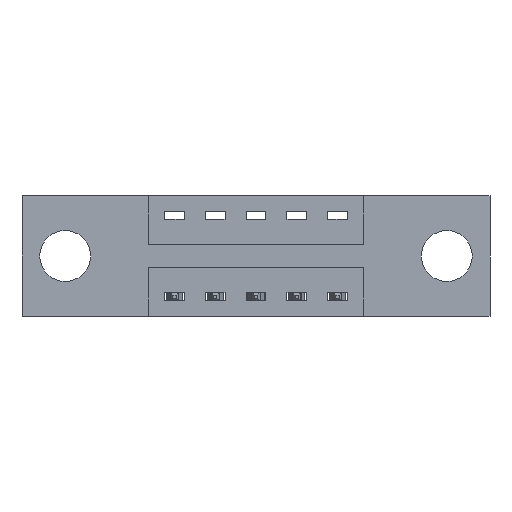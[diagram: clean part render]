
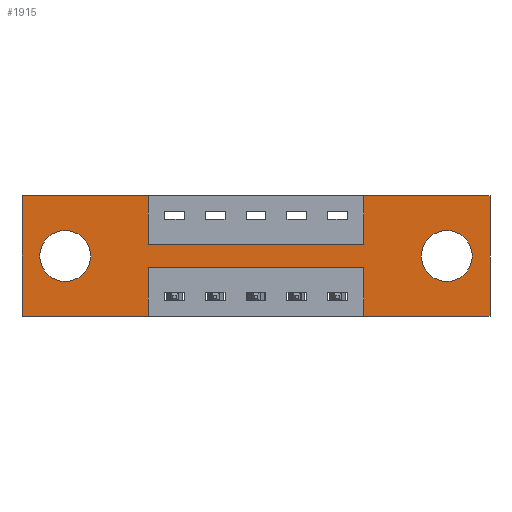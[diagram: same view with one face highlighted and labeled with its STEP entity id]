
A CAD part, front view. The second image highlights one B-rep face of the part: STEP entity #1915.
In plain terms, the highlighted planar face has unit normal (0, -1, 0).
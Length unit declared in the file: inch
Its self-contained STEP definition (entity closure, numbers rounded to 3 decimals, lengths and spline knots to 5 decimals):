
#182 = AXIS2_PLACEMENT_3D ( 'NONE', #3894, #1955, #4622 ) ;
#206 = CARTESIAN_POINT ( 'NONE',  ( 0., 0., 0. ) ) ;
#412 = ORIENTED_EDGE ( 'NONE', *, *, #5861, .T. ) ;
#421 = LINE ( 'NONE', #454, #7130 ) ;
#454 = CARTESIAN_POINT ( 'NONE',  ( 0., 0., 0. ) ) ;
#477 = CARTESIAN_POINT ( 'NONE',  ( 1.435, 0., 0. ) ) ;
#499 = EDGE_CURVE ( 'NONE', #938, #3342, #2218, .T. ) ;
#560 = LINE ( 'NONE', #3385, #4271 ) ;
#789 = AXIS2_PLACEMENT_3D ( 'NONE', #7848, #8535, #5959 ) ;
#826 = DIRECTION ( 'NONE',  ( -1., 0., 0. ) ) ;
#885 = VERTEX_POINT ( 'NONE', #2765 ) ;
#938 = VERTEX_POINT ( 'NONE', #4229 ) ;
#1002 = CARTESIAN_POINT ( 'NONE',  ( 1.3025, 0., -0.185 ) ) ;
#1064 = AXIS2_PLACEMENT_3D ( 'NONE', #3097, #2521, #7703 ) ;
#1083 = ORIENTED_EDGE ( 'NONE', *, *, #2781, .F. ) ;
#1123 = DIRECTION ( 'NONE',  ( 0., 0., -1. ) ) ;
#1129 = LINE ( 'NONE', #8309, #5226 ) ;
#1171 = EDGE_CURVE ( 'NONE', #885, #938, #1835, .T. ) ;
#1175 = EDGE_CURVE ( 'NONE', #3863, #7246, #7122, .T. ) ;
#1204 = VERTEX_POINT ( 'NONE', #3862 ) ;
#1247 = DIRECTION ( 'NONE',  ( 0., 0., -1. ) ) ;
#1265 = CARTESIAN_POINT ( 'NONE',  ( 1.0475, 0., -0.15 ) ) ;
#1344 = AXIS2_PLACEMENT_3D ( 'NONE', #4931, #5496, #1578 ) ;
#1400 = VECTOR ( 'NONE', #5843, 39.37008 ) ;
#1451 = EDGE_LOOP ( 'NONE', ( #8421, #8013, #2527, #3169, #1083, #2295, #3015, #8480, #4222, #7841, #6713, #7551 ) ) ;
#1453 = DIRECTION ( 'NONE',  ( 1., 0., 0. ) ) ;
#1465 = LINE ( 'NONE', #7529, #3053 ) ;
#1471 = CARTESIAN_POINT ( 'NONE',  ( 0.3875, 0., -0.37 ) ) ;
#1578 = DIRECTION ( 'NONE',  ( 0., 0., 1. ) ) ;
#1612 = CIRCLE ( 'NONE', #1064, 0.078 ) ;
#1748 = VECTOR ( 'NONE', #1453, 39.37008 ) ;
#1835 = LINE ( 'NONE', #3212, #1400 ) ;
#1858 = EDGE_LOOP ( 'NONE', ( #1862, #412 ) ) ;
#1862 = ORIENTED_EDGE ( 'NONE', *, *, #6122, .T. ) ;
#1915 = ADVANCED_FACE ( 'NONE', ( #7158, #7855, #7199 ), #6436, .T. ) ;
#1942 = CARTESIAN_POINT ( 'NONE',  ( 0., 0., -0.37 ) ) ;
#1955 = DIRECTION ( 'NONE',  ( 0., -1., 0. ) ) ;
#1977 = LINE ( 'NONE', #4005, #3580 ) ;
#2218 = LINE ( 'NONE', #4880, #7323 ) ;
#2295 = ORIENTED_EDGE ( 'NONE', *, *, #6168, .F. ) ;
#2399 = VERTEX_POINT ( 'NONE', #1265 ) ;
#2403 = EDGE_CURVE ( 'NONE', #2451, #3863, #5900, .T. ) ;
#2425 = EDGE_CURVE ( 'NONE', #3276, #885, #6082, .T. ) ;
#2451 = VERTEX_POINT ( 'NONE', #4131 ) ;
#2521 = DIRECTION ( 'NONE',  ( 0., 1., 0. ) ) ;
#2527 = ORIENTED_EDGE ( 'NONE', *, *, #1175, .F. ) ;
#2629 = VERTEX_POINT ( 'NONE', #6422 ) ;
#2688 = EDGE_CURVE ( 'NONE', #6515, #3743, #7069, .T. ) ;
#2765 = CARTESIAN_POINT ( 'NONE',  ( 0.3875, 0., -0.37 ) ) ;
#2781 = EDGE_CURVE ( 'NONE', #3824, #2451, #1977, .T. ) ;
#2981 = DIRECTION ( 'NONE',  ( 0., 0., -1. ) ) ;
#2983 = CARTESIAN_POINT ( 'NONE',  ( 1.3025, 0., -0.263 ) ) ;
#3015 = ORIENTED_EDGE ( 'NONE', *, *, #3525, .F. ) ;
#3053 = VECTOR ( 'NONE', #826, 39.37008 ) ;
#3097 = CARTESIAN_POINT ( 'NONE',  ( 0.1325, 0., -0.185 ) ) ;
#3120 = LINE ( 'NONE', #4983, #6462 ) ;
#3160 = CIRCLE ( 'NONE', #1344, 0.078 ) ;
#3169 = ORIENTED_EDGE ( 'NONE', *, *, #2403, .F. ) ;
#3212 = CARTESIAN_POINT ( 'NONE',  ( 0., 0., -0.37 ) ) ;
#3233 = VERTEX_POINT ( 'NONE', #7906 ) ;
#3276 = VERTEX_POINT ( 'NONE', #7469 ) ;
#3342 = VERTEX_POINT ( 'NONE', #206 ) ;
#3367 = AXIS2_PLACEMENT_3D ( 'NONE', #1002, #3672, #1123 ) ;
#3385 = CARTESIAN_POINT ( 'NONE',  ( 0.3875, 0., 0. ) ) ;
#3525 = EDGE_CURVE ( 'NONE', #2399, #2629, #3120, .T. ) ;
#3580 = VECTOR ( 'NONE', #5855, 39.37008 ) ;
#3672 = DIRECTION ( 'NONE',  ( 0., 1., 0. ) ) ;
#3725 = ORIENTED_EDGE ( 'NONE', *, *, #7542, .T. ) ;
#3743 = VERTEX_POINT ( 'NONE', #2983 ) ;
#3824 = VERTEX_POINT ( 'NONE', #477 ) ;
#3851 = CARTESIAN_POINT ( 'NONE',  ( 0.3875, 0., 0. ) ) ;
#3862 = CARTESIAN_POINT ( 'NONE',  ( 0.1325, 0., -0.263 ) ) ;
#3863 = VERTEX_POINT ( 'NONE', #4357 ) ;
#3894 = CARTESIAN_POINT ( 'NONE',  ( 0., 0., -0.37 ) ) ;
#3918 = VECTOR ( 'NONE', #4612, 39.37008 ) ;
#4005 = CARTESIAN_POINT ( 'NONE',  ( 1.435, 0., 0. ) ) ;
#4131 = CARTESIAN_POINT ( 'NONE',  ( 1.435, 0., -0.37 ) ) ;
#4222 = ORIENTED_EDGE ( 'NONE', *, *, #6006, .F. ) ;
#4229 = CARTESIAN_POINT ( 'NONE',  ( 0., 0., -0.37 ) ) ;
#4271 = VECTOR ( 'NONE', #1247, 39.37008 ) ;
#4357 = CARTESIAN_POINT ( 'NONE',  ( 1.0475, 0., -0.37 ) ) ;
#4385 = CARTESIAN_POINT ( 'NONE',  ( 1.3025, 0., -0.107 ) ) ;
#4414 = DIRECTION ( 'NONE',  ( 1., 0., 0. ) ) ;
#4449 = EDGE_CURVE ( 'NONE', #7246, #3276, #1465, .T. ) ;
#4612 = DIRECTION ( 'NONE',  ( -1., 0., 0. ) ) ;
#4622 = DIRECTION ( 'NONE',  ( 0., 0., -1. ) ) ;
#4880 = CARTESIAN_POINT ( 'NONE',  ( 0., 0., 0. ) ) ;
#4931 = CARTESIAN_POINT ( 'NONE',  ( 0.1325, 0., -0.185 ) ) ;
#4983 = CARTESIAN_POINT ( 'NONE',  ( 1.0475, 0., 0. ) ) ;
#5059 = EDGE_CURVE ( 'NONE', #3342, #5196, #421, .T. ) ;
#5118 = CARTESIAN_POINT ( 'NONE',  ( 1.0475, 0., -0.37 ) ) ;
#5196 = VERTEX_POINT ( 'NONE', #3851 ) ;
#5213 = DIRECTION ( 'NONE',  ( 1., 0., 0. ) ) ;
#5226 = VECTOR ( 'NONE', #5213, 39.37008 ) ;
#5273 = ORIENTED_EDGE ( 'NONE', *, *, #2688, .T. ) ;
#5277 = VECTOR ( 'NONE', #6446, 39.37008 ) ;
#5360 = EDGE_LOOP ( 'NONE', ( #5273, #3725 ) ) ;
#5434 = EDGE_CURVE ( 'NONE', #3233, #2399, #1129, .T. ) ;
#5496 = DIRECTION ( 'NONE',  ( 0., 1., 0. ) ) ;
#5744 = DIRECTION ( 'NONE',  ( 0., 0., 1. ) ) ;
#5842 = VECTOR ( 'NONE', #2981, 39.37008 ) ;
#5843 = DIRECTION ( 'NONE',  ( -1., 0., 0. ) ) ;
#5855 = DIRECTION ( 'NONE',  ( 0., 0., -1. ) ) ;
#5861 = EDGE_CURVE ( 'NONE', #1204, #5947, #1612, .T. ) ;
#5900 = LINE ( 'NONE', #1942, #3918 ) ;
#5947 = VERTEX_POINT ( 'NONE', #7743 ) ;
#5959 = DIRECTION ( 'NONE',  ( 0., 0., -1. ) ) ;
#6006 = EDGE_CURVE ( 'NONE', #5196, #3233, #560, .T. ) ;
#6082 = LINE ( 'NONE', #1471, #5842 ) ;
#6098 = CARTESIAN_POINT ( 'NONE',  ( 1.0475, 0., -0.22 ) ) ;
#6122 = EDGE_CURVE ( 'NONE', #5947, #1204, #3160, .T. ) ;
#6141 = DIRECTION ( 'NONE',  ( 0., 0., 1. ) ) ;
#6168 = EDGE_CURVE ( 'NONE', #2629, #3824, #6861, .T. ) ;
#6194 = CARTESIAN_POINT ( 'NONE',  ( 0., 0., 0. ) ) ;
#6422 = CARTESIAN_POINT ( 'NONE',  ( 1.0475, 0., 0. ) ) ;
#6436 = PLANE ( 'NONE',  #182 ) ;
#6446 = DIRECTION ( 'NONE',  ( 0., 0., 1. ) ) ;
#6462 = VECTOR ( 'NONE', #5744, 39.37008 ) ;
#6471 = CIRCLE ( 'NONE', #789, 0.078 ) ;
#6515 = VERTEX_POINT ( 'NONE', #4385 ) ;
#6713 = ORIENTED_EDGE ( 'NONE', *, *, #499, .F. ) ;
#6861 = LINE ( 'NONE', #6194, #1748 ) ;
#7069 = CIRCLE ( 'NONE', #3367, 0.078 ) ;
#7122 = LINE ( 'NONE', #5118, #5277 ) ;
#7130 = VECTOR ( 'NONE', #4414, 39.37008 ) ;
#7158 = FACE_BOUND ( 'NONE', #5360, .T. ) ;
#7199 = FACE_OUTER_BOUND ( 'NONE', #1451, .T. ) ;
#7246 = VERTEX_POINT ( 'NONE', #6098 ) ;
#7323 = VECTOR ( 'NONE', #6141, 39.37008 ) ;
#7469 = CARTESIAN_POINT ( 'NONE',  ( 0.3875, 0., -0.22 ) ) ;
#7529 = CARTESIAN_POINT ( 'NONE',  ( 0.3875, 0., -0.22 ) ) ;
#7542 = EDGE_CURVE ( 'NONE', #3743, #6515, #6471, .T. ) ;
#7551 = ORIENTED_EDGE ( 'NONE', *, *, #1171, .F. ) ;
#7703 = DIRECTION ( 'NONE',  ( 0., 0., 1. ) ) ;
#7743 = CARTESIAN_POINT ( 'NONE',  ( 0.1325, 0., -0.107 ) ) ;
#7841 = ORIENTED_EDGE ( 'NONE', *, *, #5059, .F. ) ;
#7848 = CARTESIAN_POINT ( 'NONE',  ( 1.3025, 0., -0.185 ) ) ;
#7855 = FACE_BOUND ( 'NONE', #1858, .T. ) ;
#7906 = CARTESIAN_POINT ( 'NONE',  ( 0.3875, 0., -0.15 ) ) ;
#8013 = ORIENTED_EDGE ( 'NONE', *, *, #4449, .F. ) ;
#8309 = CARTESIAN_POINT ( 'NONE',  ( 0.3875, 0., -0.15 ) ) ;
#8421 = ORIENTED_EDGE ( 'NONE', *, *, #2425, .F. ) ;
#8480 = ORIENTED_EDGE ( 'NONE', *, *, #5434, .F. ) ;
#8535 = DIRECTION ( 'NONE',  ( 0., 1., 0. ) ) ;
